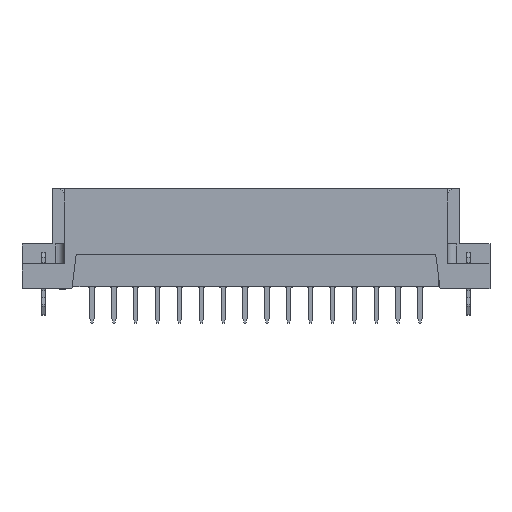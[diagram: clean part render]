
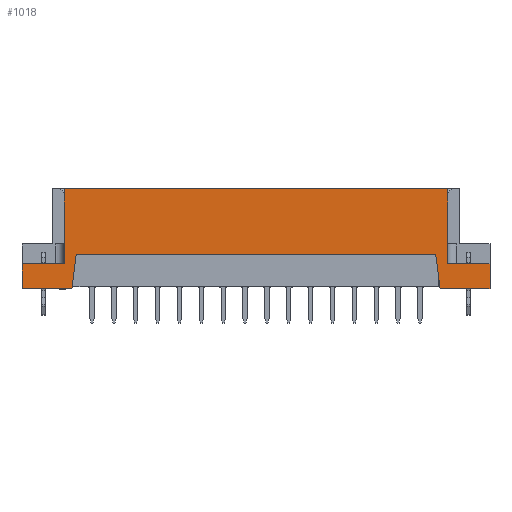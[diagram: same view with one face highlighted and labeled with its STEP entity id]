
A CAD part, front view. The second image highlights one B-rep face of the part: STEP entity #1018.
In plain terms, the highlighted planar face has unit normal (0, -1, 0).
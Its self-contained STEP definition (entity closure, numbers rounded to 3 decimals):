
#101=CARTESIAN_POINT('',(-41.703,-4.3,0.));
#102=VERTEX_POINT('',#101);
#109=CARTESIAN_POINT('',(-47.5,-4.3,0.));
#110=VERTEX_POINT('',#109);
#111=CARTESIAN_POINT('',(-41.703,-4.3,0.));
#112=DIRECTION('',(-1.,0.,0.));
#113=VECTOR('',#112,5.797);
#114=LINE('',#111,#113);
#115=EDGE_CURVE('',#102,#110,#114,.T.);
#880=CARTESIAN_POINT('',(-41.203,-4.3,4.));
#881=VERTEX_POINT('',#880);
#882=CARTESIAN_POINT('',(-41.203,-4.3,4.));
#883=DIRECTION('',(-0.124,0.,-0.992));
#884=VECTOR('',#883,4.031);
#885=LINE('',#882,#884);
#886=EDGE_CURVE('',#881,#102,#885,.T.);
#931=CARTESIAN_POINT('',(-20.32,-4.3,5.8));
#932=DIRECTION('',(-1.,0.,0.));
#933=DIRECTION('',(-0.,-1.,-0.));
#934=AXIS2_PLACEMENT_3D('',#931,#933,#932);
#935=PLANE('',#934);
#936=CARTESIAN_POINT('',(-42.6,-4.3,11.6));
#937=VERTEX_POINT('',#936);
#938=CARTESIAN_POINT('',(-42.6,-4.3,2.9));
#939=VERTEX_POINT('',#938);
#940=CARTESIAN_POINT('',(-42.6,-4.3,11.6));
#941=DIRECTION('',(0.,0.,-1.));
#942=VECTOR('',#941,8.7);
#943=LINE('',#940,#942);
#944=EDGE_CURVE('',#937,#939,#943,.T.);
#945=ORIENTED_EDGE('',*,*,#944,.T.);
#946=CARTESIAN_POINT('',(-47.5,-4.3,2.9));
#947=VERTEX_POINT('',#946);
#948=CARTESIAN_POINT('',(-47.5,-4.3,2.9));
#949=DIRECTION('',(1.,0.,0.));
#950=VECTOR('',#949,4.9);
#951=LINE('',#948,#950);
#952=EDGE_CURVE('',#947,#939,#951,.T.);
#953=ORIENTED_EDGE('',*,*,#952,.F.);
#954=CARTESIAN_POINT('',(-47.5,-4.3,2.9));
#955=DIRECTION('',(0.,0.,-1.));
#956=VECTOR('',#955,2.9);
#957=LINE('',#954,#956);
#958=EDGE_CURVE('',#947,#110,#957,.T.);
#959=ORIENTED_EDGE('',*,*,#958,.T.);
#960=ORIENTED_EDGE('',*,*,#115,.F.);
#961=ORIENTED_EDGE('',*,*,#886,.F.);
#962=CARTESIAN_POINT('',(0.557,-4.3,4.));
#963=VERTEX_POINT('',#962);
#964=CARTESIAN_POINT('',(-41.203,-4.3,4.));
#965=DIRECTION('',(1.,0.,0.));
#966=VECTOR('',#965,41.76);
#967=LINE('',#964,#966);
#968=EDGE_CURVE('',#881,#963,#967,.T.);
#969=ORIENTED_EDGE('',*,*,#968,.T.);
#970=CARTESIAN_POINT('',(1.057,-4.3,0.));
#971=VERTEX_POINT('',#970);
#972=CARTESIAN_POINT('',(0.557,-4.3,4.));
#973=DIRECTION('',(0.124,0.,-0.992));
#974=VECTOR('',#973,4.031);
#975=LINE('',#972,#974);
#976=EDGE_CURVE('',#963,#971,#975,.T.);
#977=ORIENTED_EDGE('',*,*,#976,.T.);
#978=CARTESIAN_POINT('',(6.86,-4.3,0.));
#979=VERTEX_POINT('',#978);
#980=CARTESIAN_POINT('',(1.057,-4.3,0.));
#981=DIRECTION('',(1.,0.,0.));
#982=VECTOR('',#981,5.803);
#983=LINE('',#980,#982);
#984=EDGE_CURVE('',#971,#979,#983,.T.);
#985=ORIENTED_EDGE('',*,*,#984,.T.);
#986=CARTESIAN_POINT('',(6.86,-4.3,2.9));
#987=VERTEX_POINT('',#986);
#988=CARTESIAN_POINT('',(6.86,-4.3,0.));
#989=DIRECTION('',(0.,0.,1.));
#990=VECTOR('',#989,2.9);
#991=LINE('',#988,#990);
#992=EDGE_CURVE('',#979,#987,#991,.T.);
#993=ORIENTED_EDGE('',*,*,#992,.T.);
#994=CARTESIAN_POINT('',(1.96,-4.3,2.9));
#995=VERTEX_POINT('',#994);
#996=CARTESIAN_POINT('',(6.86,-4.3,2.9));
#997=DIRECTION('',(-1.,0.,0.));
#998=VECTOR('',#997,4.9);
#999=LINE('',#996,#998);
#1000=EDGE_CURVE('',#987,#995,#999,.T.);
#1001=ORIENTED_EDGE('',*,*,#1000,.T.);
#1002=CARTESIAN_POINT('',(1.96,-4.3,11.6));
#1003=VERTEX_POINT('',#1002);
#1004=CARTESIAN_POINT('',(1.96,-4.3,2.9));
#1005=DIRECTION('',(0.,0.,1.));
#1006=VECTOR('',#1005,8.7);
#1007=LINE('',#1004,#1006);
#1008=EDGE_CURVE('',#995,#1003,#1007,.T.);
#1009=ORIENTED_EDGE('',*,*,#1008,.T.);
#1010=CARTESIAN_POINT('',(1.96,-4.3,11.6));
#1011=DIRECTION('',(-1.,0.,0.));
#1012=VECTOR('',#1011,44.56);
#1013=LINE('',#1010,#1012);
#1014=EDGE_CURVE('',#1003,#937,#1013,.T.);
#1015=ORIENTED_EDGE('',*,*,#1014,.T.);
#1016=EDGE_LOOP('',(#945,#953,#959,#960,#961,#969,#977,#985,#993,#1001,#1009,#1015));
#1017=FACE_OUTER_BOUND('',#1016,.T.);
#1018=ADVANCED_FACE('',(#1017),#935,.T.);
